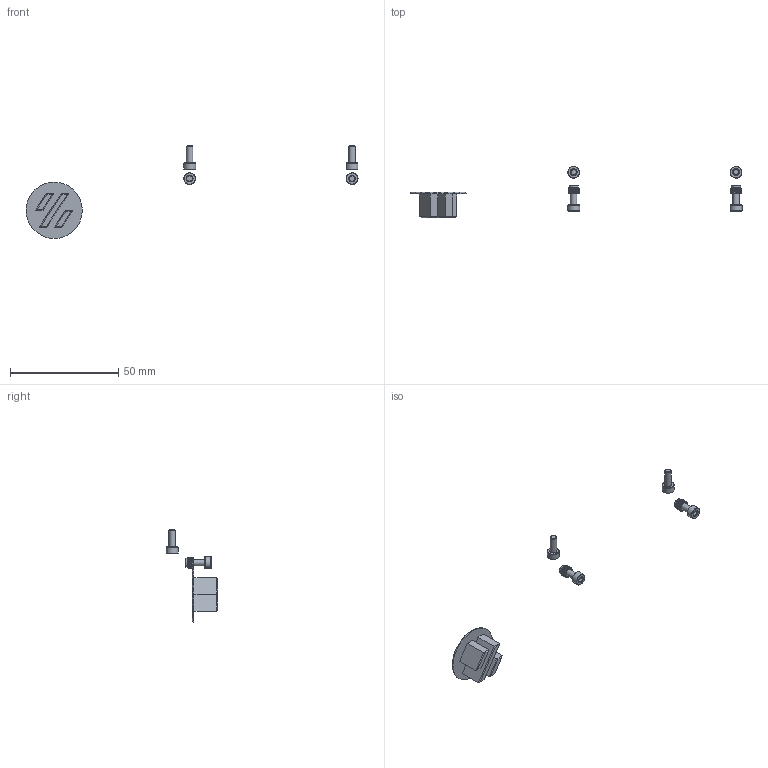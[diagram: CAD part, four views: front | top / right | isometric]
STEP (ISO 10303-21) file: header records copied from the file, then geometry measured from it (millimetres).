
FILE_DESCRIPTION(/* description */ (''),/* implementation_level */ '2;1');
FILE_NAME(/* name */ '[a] voron_insert (2x).step',/* time_stamp */ '2024-07-18T07:56:49-05:00',/* author */ (''),/* organization */ (''),/* preprocessor_version */ 'ST-DEVELOPER v20',/* originating_system */ 'Autodesk Translation Framework v13.14.0.145',/* authorisation */ '');
FILE_SCHEMA (('AUTOMOTIVE_DESIGN { 1 0 10303 214 3 1 1 }'));
Length unit declared in the file: millimetre
Products named in the file (3): left; M3x8 SHCS; M3 Threaded Insert (67)
Assembly tree (6 placements, depth 2):
  left
    M3x8 SHCS  x4
    M3 Threaded Insert (67)  x2
Bounding box: 153.32 x 23.75 x 42.9 mm (x, y, z)
Volume: 2147.5 mm3; surface area: 3116 mm2
Topology: 7 solids, 7 shells, 333 faces, 875 edges, 575 vertices
Faces by surface type: bspline 156, plane 81, cylinder 69, cone 23, torus 4
Full cylindrical faces by diameter (mm): 2.9 x2, 3 x4, 4.2 x2, 4.25 x2, 4.6 x2, 5.5 x4, 26 x1
Entity records: 6951 total; most frequent: CARTESIAN_POINT 3156, ORIENTED_EDGE 866, DIRECTION 615, EDGE_CURVE 433, VERTEX_POINT 283, AXIS2_PLACEMENT_3D 251, EDGE_LOOP 176, FACE_OUTER_BOUND 165
